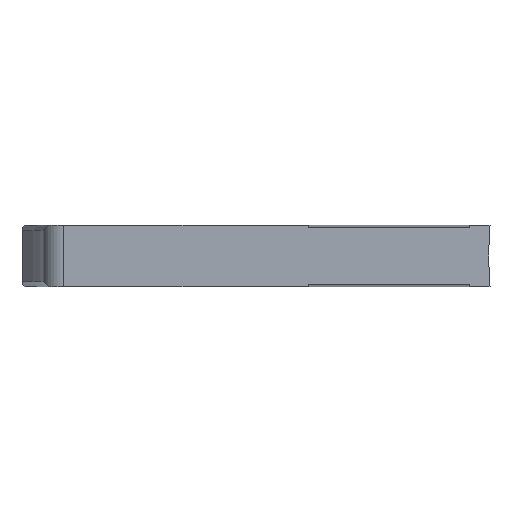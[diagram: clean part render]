
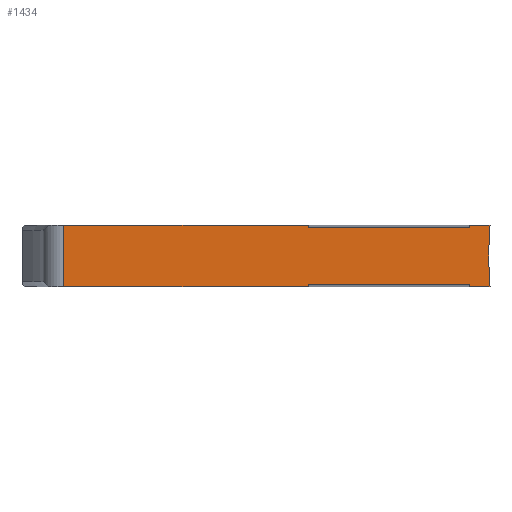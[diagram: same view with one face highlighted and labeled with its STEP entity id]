
A CAD part, front view. The second image highlights one B-rep face of the part: STEP entity #1434.
In plain terms, the highlighted planar face has unit normal (0, -1, 0).
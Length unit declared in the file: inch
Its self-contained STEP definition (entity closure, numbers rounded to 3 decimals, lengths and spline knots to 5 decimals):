
#34 = EDGE_CURVE ( 'NONE', #840, #415, #1193, .T. ) ;
#39 = DIRECTION ( 'NONE',  ( 1., 0., 0. ) ) ;
#47 = VERTEX_POINT ( 'NONE', #266 ) ;
#97 = VECTOR ( 'NONE', #1058, 39.37008 ) ;
#103 = EDGE_CURVE ( 'NONE', #372, #190, #821, .T. ) ;
#115 = VECTOR ( 'NONE', #740, 39.37008 ) ;
#117 = CARTESIAN_POINT ( 'NONE',  ( 6.85433, 0., 0. ) ) ;
#143 = CARTESIAN_POINT ( 'NONE',  ( 4.13386, 0., 0. ) ) ;
#166 = CIRCLE ( 'NONE', #253, 2.5 ) ;
#190 = VERTEX_POINT ( 'NONE', #445 ) ;
#201 = EDGE_LOOP ( 'NONE', ( #523, #1091, #495, #243, #1373, #487, #719, #509, #478, #1252, #1330, #452, #290 ) ) ;
#208 = VECTOR ( 'NONE', #406, 39.37008 ) ;
#214 = DIRECTION ( 'NONE',  ( 0., -1., 0. ) ) ;
#226 = EDGE_CURVE ( 'NONE', #912, #268, #331, .T. ) ;
#230 = VERTEX_POINT ( 'NONE', #235 ) ;
#235 = CARTESIAN_POINT ( 'NONE',  ( 5.74803, 0., -0.35875 ) ) ;
#243 = ORIENTED_EDGE ( 'NONE', *, *, #1102, .F. ) ;
#252 = CARTESIAN_POINT ( 'NONE',  ( 4.13386, 0., -0.3745 ) ) ;
#253 = AXIS2_PLACEMENT_3D ( 'NONE', #756, #328, #416 ) ;
#265 = PLANE ( 'NONE',  #1464 ) ;
#266 = CARTESIAN_POINT ( 'NONE',  ( 4.25702, 0., -0.3745 ) ) ;
#268 = VERTEX_POINT ( 'NONE', #1273 ) ;
#276 = LINE ( 'NONE', #956, #208 ) ;
#290 = ORIENTED_EDGE ( 'NONE', *, *, #226, .F. ) ;
#317 = CARTESIAN_POINT ( 'NONE',  ( 6.73228, 0., -0.35875 ) ) ;
#328 = DIRECTION ( 'NONE',  ( 0., -1., 0. ) ) ;
#331 = LINE ( 'NONE', #779, #468 ) ;
#342 = CARTESIAN_POINT ( 'NONE',  ( 6.73228, 0., 0. ) ) ;
#372 = VERTEX_POINT ( 'NONE', #342 ) ;
#392 = VECTOR ( 'NONE', #954, 39.37008 ) ;
#404 = VECTOR ( 'NONE', #665, 39.37008 ) ;
#406 = DIRECTION ( 'NONE',  ( 0., 0., -1. ) ) ;
#412 = LINE ( 'NONE', #864, #115 ) ;
#415 = VERTEX_POINT ( 'NONE', #1333 ) ;
#416 = DIRECTION ( 'NONE',  ( 1., 0., 0. ) ) ;
#442 = DIRECTION ( 'NONE',  ( 1., 0., 0. ) ) ;
#445 = CARTESIAN_POINT ( 'NONE',  ( 6.73228, 0., -0.01575 ) ) ;
#451 = LINE ( 'NONE', #564, #698 ) ;
#452 = ORIENTED_EDGE ( 'NONE', *, *, #1231, .T. ) ;
#468 = VECTOR ( 'NONE', #1224, 39.37008 ) ;
#478 = ORIENTED_EDGE ( 'NONE', *, *, #978, .F. ) ;
#487 = ORIENTED_EDGE ( 'NONE', *, *, #898, .T. ) ;
#495 = ORIENTED_EDGE ( 'NONE', *, *, #792, .T. ) ;
#496 = CARTESIAN_POINT ( 'NONE',  ( 6.73228, 0., -0.3745 ) ) ;
#506 = CARTESIAN_POINT ( 'NONE',  ( 6.73228, 0., -0.3745 ) ) ;
#509 = ORIENTED_EDGE ( 'NONE', *, *, #571, .F. ) ;
#523 = ORIENTED_EDGE ( 'NONE', *, *, #1297, .F. ) ;
#534 = VECTOR ( 'NONE', #1268, 39.37008 ) ;
#564 = CARTESIAN_POINT ( 'NONE',  ( 6.73228, 0., -0.35875 ) ) ;
#571 = EDGE_CURVE ( 'NONE', #617, #415, #720, .T. ) ;
#586 = DIRECTION ( 'NONE',  ( 1., 0., 0. ) ) ;
#617 = VERTEX_POINT ( 'NONE', #902 ) ;
#665 = DIRECTION ( 'NONE',  ( -1., 0., 0. ) ) ;
#686 = DIRECTION ( 'NONE',  ( 1., 0., 0. ) ) ;
#689 = DIRECTION ( 'NONE',  ( -1., 0., 0. ) ) ;
#698 = VECTOR ( 'NONE', #689, 39.37008 ) ;
#703 = CARTESIAN_POINT ( 'NONE',  ( 4.25702, 0., -0.3435 ) ) ;
#719 = ORIENTED_EDGE ( 'NONE', *, *, #34, .T. ) ;
#720 = CIRCLE ( 'NONE', #1264, 2.5 ) ;
#726 = FACE_OUTER_BOUND ( 'NONE', #201, .T. ) ;
#737 = DIRECTION ( 'NONE',  ( 0., -1., 0. ) ) ;
#740 = DIRECTION ( 'NONE',  ( 0., 0., -1. ) ) ;
#750 = CARTESIAN_POINT ( 'NONE',  ( 9.34731, 0., -0.18725 ) ) ;
#756 = CARTESIAN_POINT ( 'NONE',  ( 9.34731, 0., -0.18725 ) ) ;
#774 = VERTEX_POINT ( 'NONE', #117 ) ;
#779 = CARTESIAN_POINT ( 'NONE',  ( 5.74803, 0., -0.3745 ) ) ;
#792 = EDGE_CURVE ( 'NONE', #47, #1236, #1023, .T. ) ;
#799 = LINE ( 'NONE', #1153, #404 ) ;
#803 = LINE ( 'NONE', #703, #97 ) ;
#817 = LINE ( 'NONE', #143, #534 ) ;
#821 = LINE ( 'NONE', #506, #392 ) ;
#826 = CARTESIAN_POINT ( 'NONE',  ( 4.25702, 0., 0. ) ) ;
#840 = VERTEX_POINT ( 'NONE', #496 ) ;
#864 = CARTESIAN_POINT ( 'NONE',  ( 5.74803, 0., -0.3745 ) ) ;
#898 = EDGE_CURVE ( 'NONE', #1002, #840, #276, .T. ) ;
#902 = CARTESIAN_POINT ( 'NONE',  ( 6.84731, 0., -0.18725 ) ) ;
#912 = VERTEX_POINT ( 'NONE', #1420 ) ;
#916 = VERTEX_POINT ( 'NONE', #826 ) ;
#936 = LINE ( 'NONE', #1403, #1292 ) ;
#945 = VECTOR ( 'NONE', #39, 39.37008 ) ;
#954 = DIRECTION ( 'NONE',  ( 0., 0., -1. ) ) ;
#956 = CARTESIAN_POINT ( 'NONE',  ( 6.73228, 0., -0.3745 ) ) ;
#958 = DIRECTION ( 'NONE',  ( 0., 0., -1. ) ) ;
#978 = EDGE_CURVE ( 'NONE', #774, #617, #166, .T. ) ;
#1002 = VERTEX_POINT ( 'NONE', #317 ) ;
#1023 = LINE ( 'NONE', #252, #945 ) ;
#1058 = DIRECTION ( 'NONE',  ( 0., 0., -1. ) ) ;
#1091 = ORIENTED_EDGE ( 'NONE', *, *, #1363, .T. ) ;
#1102 = EDGE_CURVE ( 'NONE', #230, #1236, #412, .T. ) ;
#1141 = EDGE_CURVE ( 'NONE', #1002, #230, #451, .T. ) ;
#1153 = CARTESIAN_POINT ( 'NONE',  ( 6.73228, 0., -0.01575 ) ) ;
#1193 = LINE ( 'NONE', #1406, #1257 ) ;
#1210 = CARTESIAN_POINT ( 'NONE',  ( 4.13386, 0., -0.3745 ) ) ;
#1224 = DIRECTION ( 'NONE',  ( 0., 0., -1. ) ) ;
#1231 = EDGE_CURVE ( 'NONE', #190, #268, #799, .T. ) ;
#1236 = VERTEX_POINT ( 'NONE', #1295 ) ;
#1252 = ORIENTED_EDGE ( 'NONE', *, *, #1395, .F. ) ;
#1257 = VECTOR ( 'NONE', #586, 39.37008 ) ;
#1264 = AXIS2_PLACEMENT_3D ( 'NONE', #750, #214, #442 ) ;
#1268 = DIRECTION ( 'NONE',  ( 1., 0., 0. ) ) ;
#1273 = CARTESIAN_POINT ( 'NONE',  ( 5.74803, 0., -0.01575 ) ) ;
#1292 = VECTOR ( 'NONE', #686, 39.37008 ) ;
#1295 = CARTESIAN_POINT ( 'NONE',  ( 5.74803, 0., -0.3745 ) ) ;
#1297 = EDGE_CURVE ( 'NONE', #916, #912, #817, .T. ) ;
#1330 = ORIENTED_EDGE ( 'NONE', *, *, #103, .T. ) ;
#1333 = CARTESIAN_POINT ( 'NONE',  ( 6.85433, 0., -0.3745 ) ) ;
#1363 = EDGE_CURVE ( 'NONE', #916, #47, #803, .T. ) ;
#1373 = ORIENTED_EDGE ( 'NONE', *, *, #1141, .F. ) ;
#1395 = EDGE_CURVE ( 'NONE', #372, #774, #936, .T. ) ;
#1403 = CARTESIAN_POINT ( 'NONE',  ( 4.13386, 0., 0. ) ) ;
#1406 = CARTESIAN_POINT ( 'NONE',  ( 4.13386, 0., -0.3745 ) ) ;
#1420 = CARTESIAN_POINT ( 'NONE',  ( 5.74803, 0., 0. ) ) ;
#1434 = ADVANCED_FACE ( 'NONE', ( #726 ), #265, .T. ) ;
#1464 = AXIS2_PLACEMENT_3D ( 'NONE', #1210, #737, #958 ) ;
